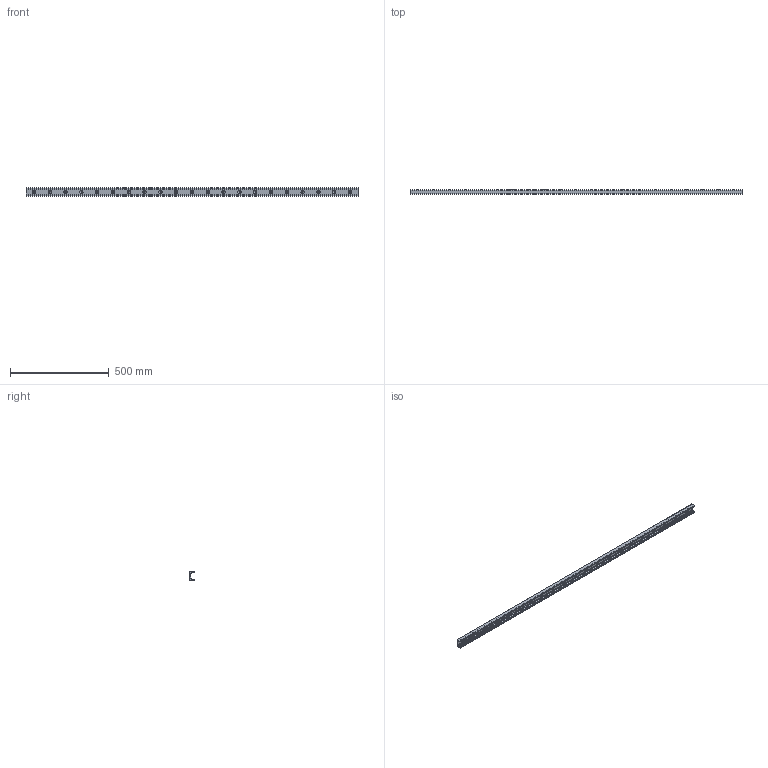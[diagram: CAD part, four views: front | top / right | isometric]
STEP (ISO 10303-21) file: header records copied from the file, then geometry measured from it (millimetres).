
FILE_DESCRIPTION((''),'2;1');
FILE_NAME('LCX 43-1680.V.stp','2016-04-28T14:49:16',('MRathmann'),(''),'Autodesk Inventor 2012','Autodesk Inventor 2012','');
FILE_SCHEMA(('CONFIG_CONTROL_DESIGN'));
Length unit declared in the file: millimetre
Products named in the file (1): LCX 43-1680.V
Bounding box: 1680 x 21 x 43 mm (x, y, z)
Volume: 574187.6 mm3; surface area: 267616 mm2
Topology: 1 solids, 1 shells, 70 faces, 183 edges, 115 vertices
Faces by surface type: cylinder 34, cone 21, plane 15
Full cylindrical faces by diameter (mm): 8.5 x21
Entity records: 2068 total; most frequent: DIRECTION 372, CARTESIAN_POINT 327, ORIENTED_EDGE 282, AXIS2_PLACEMENT_3D 160, EDGE_LOOP 154, EDGE_CURVE 141, VERTEX_POINT 115, CIRCLE 89
